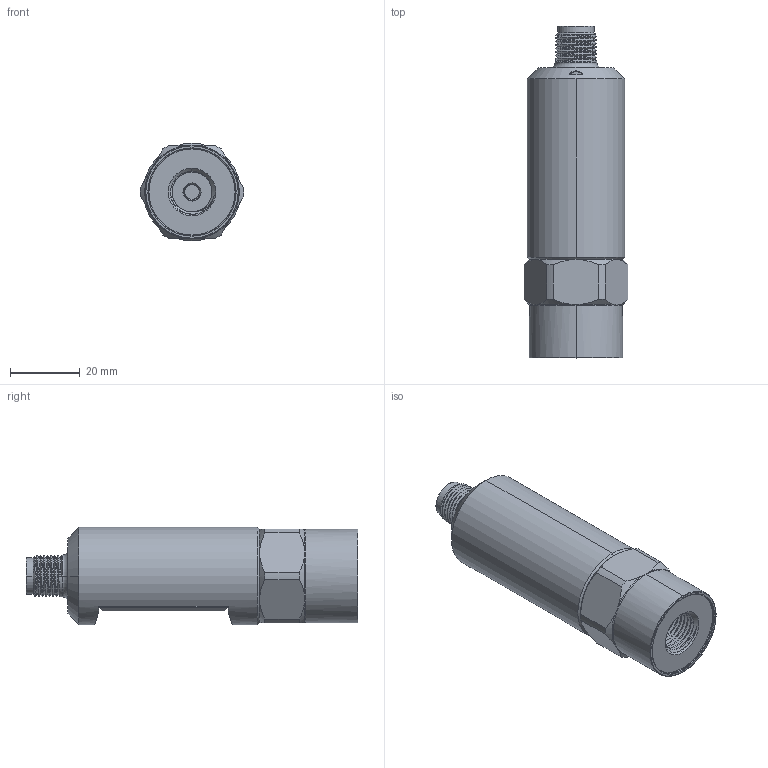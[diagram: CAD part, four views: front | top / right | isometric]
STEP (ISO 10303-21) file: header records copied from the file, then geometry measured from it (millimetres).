
FILE_DESCRIPTION (( 'STEP AP203' ), '1' );
FILE_NAME ('Drucksensor_G14F.STEP', '2022-09-22T16:05:13', ( '' ), ( '' ), 'SwSTEP 2.0', 'SolidWorks 2020', '' );
FILE_SCHEMA (( 'CONFIG_CONTROL_DESIGN' ));
Length unit declared in the file: millimetre
Products named in the file (1): Drucksensor_G14F
Bounding box: 29.79 x 95.15 x 27.95 mm (x, y, z)
Volume: 46654.9 mm3; surface area: 10180.7 mm2
Topology: 1 solids, 1 shells, 198 faces, 491 edges, 306 vertices
Faces by surface type: cylinder 73, plane 41, torus 35, bspline 25, cone 24
Entity records: 12710 total; most frequent: CARTESIAN_POINT 8345, ORIENTED_EDGE 982, DIRECTION 834, EDGE_CURVE 491, AXIS2_PLACEMENT_3D 342, VERTEX_POINT 306, EDGE_LOOP 209, ADVANCED_FACE 198
